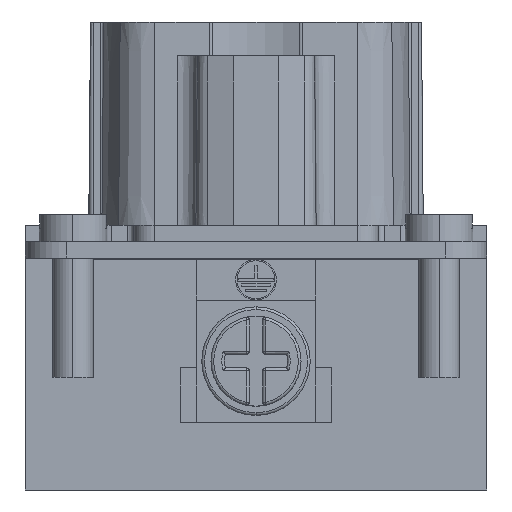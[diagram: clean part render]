
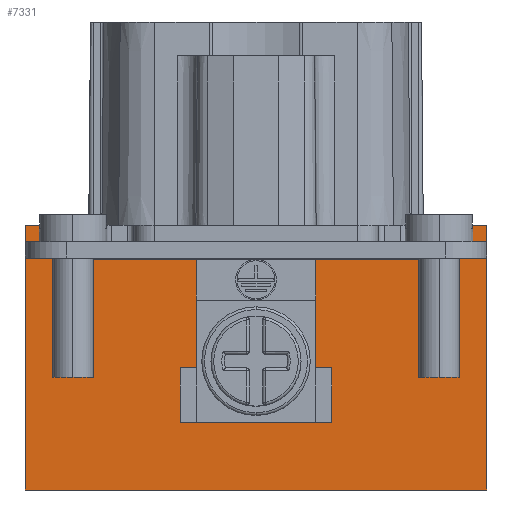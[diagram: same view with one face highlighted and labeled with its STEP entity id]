
A CAD part, left-side view. The second image highlights one B-rep face of the part: STEP entity #7331.
In plain terms, the highlighted planar face has unit normal (-1, 0, 0).
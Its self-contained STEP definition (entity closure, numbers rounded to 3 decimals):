
#225 = CARTESIAN_POINT ( 'NONE',  ( -31.6, -4.4, -25.5 ) ) ;
#366 = LINE ( 'NONE', #3004, #8960 ) ;
#651 = DIRECTION ( 'NONE',  ( 0., -1., 0. ) ) ;
#729 = CARTESIAN_POINT ( 'NONE',  ( -31.6, -4.4, -25.5 ) ) ;
#908 = VECTOR ( 'NONE', #8888, 1000. ) ;
#1121 = LINE ( 'NONE', #15958, #7461 ) ;
#1283 = ORIENTED_EDGE ( 'NONE', *, *, #4072, .T. ) ;
#1427 = VERTEX_POINT ( 'NONE', #11875 ) ;
#1472 = DIRECTION ( 'NONE',  ( 0., 0., 1. ) ) ;
#1660 = CARTESIAN_POINT ( 'NONE',  ( -31.6, -12.15, -17.5 ) ) ;
#1758 = DIRECTION ( 'NONE',  ( 0., 1., 0. ) ) ;
#1830 = EDGE_CURVE ( 'NONE', #7553, #14281, #1121, .T. ) ;
#2179 = ORIENTED_EDGE ( 'NONE', *, *, #10308, .T. ) ;
#2217 = CARTESIAN_POINT ( 'NONE',  ( -31.6, 5.6, -25.5 ) ) ;
#2502 = LINE ( 'NONE', #9678, #12910 ) ;
#2527 = CARTESIAN_POINT ( 'NONE',  ( -31.6, -4.4, -17.5 ) ) ;
#2652 = LINE ( 'NONE', #14017, #6394 ) ;
#2721 = VECTOR ( 'NONE', #10708, 1000. ) ;
#3004 = CARTESIAN_POINT ( 'NONE',  ( -31.6, -5.6, -25.5 ) ) ;
#3345 = VERTEX_POINT ( 'NONE', #5197 ) ;
#3475 = DIRECTION ( 'NONE',  ( 0., -1., 0. ) ) ;
#3627 = ORIENTED_EDGE ( 'NONE', *, *, #14334, .F. ) ;
#3689 = VERTEX_POINT ( 'NONE', #1660 ) ;
#3783 = ORIENTED_EDGE ( 'NONE', *, *, #8547, .F. ) ;
#3901 = ORIENTED_EDGE ( 'NONE', *, *, #11404, .T. ) ;
#3911 = VERTEX_POINT ( 'NONE', #225 ) ;
#4072 = EDGE_CURVE ( 'NONE', #16091, #3345, #10452, .T. ) ;
#4407 = VECTOR ( 'NONE', #14562, 1000. ) ;
#4459 = CARTESIAN_POINT ( 'NONE',  ( -31.6, -17., -15. ) ) ;
#4509 = LINE ( 'NONE', #11956, #8298 ) ;
#4598 = DIRECTION ( 'NONE',  ( 0., 1., 0. ) ) ;
#4726 = CARTESIAN_POINT ( 'NONE',  ( -31.6, -17., -34.5 ) ) ;
#4806 = CARTESIAN_POINT ( 'NONE',  ( -31.6, -17., -15. ) ) ;
#4959 = EDGE_CURVE ( 'NONE', #5632, #10194, #4509, .T. ) ;
#5186 = DIRECTION ( 'NONE',  ( 0., 1., 0. ) ) ;
#5197 = CARTESIAN_POINT ( 'NONE',  ( -31.6, 4.4, -17.5 ) ) ;
#5465 = EDGE_CURVE ( 'NONE', #5632, #13450, #6857, .T. ) ;
#5632 = VERTEX_POINT ( 'NONE', #4459 ) ;
#5657 = CARTESIAN_POINT ( 'NONE',  ( -31.6, -4.4, -29.5 ) ) ;
#5708 = VECTOR ( 'NONE', #5186, 1000. ) ;
#5800 = EDGE_CURVE ( 'NONE', #13450, #12552, #8365, .T. ) ;
#5999 = LINE ( 'NONE', #10995, #8172 ) ;
#6023 = FACE_OUTER_BOUND ( 'NONE', #10015, .T. ) ;
#6111 = LINE ( 'NONE', #7810, #14459 ) ;
#6394 = VECTOR ( 'NONE', #9092, 1000. ) ;
#6502 = EDGE_CURVE ( 'NONE', #1427, #14944, #9469, .T. ) ;
#6596 = CARTESIAN_POINT ( 'NONE',  ( -31.6, 4.4, -29.5 ) ) ;
#6798 = CARTESIAN_POINT ( 'NONE',  ( -31.6, -17., -17.5 ) ) ;
#6857 = LINE ( 'NONE', #11857, #4407 ) ;
#7137 = CARTESIAN_POINT ( 'NONE',  ( -31.6, -17., -34.5 ) ) ;
#7217 = VECTOR ( 'NONE', #1472, 1000. ) ;
#7331 = ADVANCED_FACE ( 'NONE', ( #6023 ), #16032, .T. ) ;
#7461 = VECTOR ( 'NONE', #14723, 1000. ) ;
#7553 = VERTEX_POINT ( 'NONE', #9129 ) ;
#7592 = CARTESIAN_POINT ( 'NONE',  ( -31.6, 12.15, -17.5 ) ) ;
#7607 = ORIENTED_EDGE ( 'NONE', *, *, #1830, .T. ) ;
#7810 = CARTESIAN_POINT ( 'NONE',  ( -31.6, 17., -15. ) ) ;
#7893 = CARTESIAN_POINT ( 'NONE',  ( -31.6, -5.6, -29.5 ) ) ;
#8172 = VECTOR ( 'NONE', #12613, 1000. ) ;
#8298 = VECTOR ( 'NONE', #4598, 1000. ) ;
#8329 = EDGE_CURVE ( 'NONE', #1427, #13114, #2652, .T. ) ;
#8365 = LINE ( 'NONE', #7137, #5708 ) ;
#8526 = VECTOR ( 'NONE', #651, 1000. ) ;
#8547 = EDGE_CURVE ( 'NONE', #3911, #13642, #8645, .T. ) ;
#8645 = LINE ( 'NONE', #12578, #908 ) ;
#8845 = ORIENTED_EDGE ( 'NONE', *, *, #10438, .F. ) ;
#8888 = DIRECTION ( 'NONE',  ( 0., 0., 1. ) ) ;
#8915 = ORIENTED_EDGE ( 'NONE', *, *, #10989, .F. ) ;
#8960 = VECTOR ( 'NONE', #10433, 1000. ) ;
#9055 = ORIENTED_EDGE ( 'NONE', *, *, #10370, .T. ) ;
#9092 = DIRECTION ( 'NONE',  ( 0., 1., 0. ) ) ;
#9129 = CARTESIAN_POINT ( 'NONE',  ( -31.6, 5.6, -29.5 ) ) ;
#9340 = LINE ( 'NONE', #5657, #12127 ) ;
#9452 = ORIENTED_EDGE ( 'NONE', *, *, #14176, .F. ) ;
#9469 = LINE ( 'NONE', #9556, #11228 ) ;
#9556 = CARTESIAN_POINT ( 'NONE',  ( -31.6, 12.15, -15. ) ) ;
#9678 = CARTESIAN_POINT ( 'NONE',  ( -31.6, -17., -17.5 ) ) ;
#9786 = DIRECTION ( 'NONE',  ( -1., 0., 0. ) ) ;
#10015 = EDGE_LOOP ( 'NONE', ( #3783, #12077, #9055, #3901, #7607, #8845, #1283, #8915, #10106, #11402, #2179, #13778, #10116, #15362, #3627, #9452 ) ) ;
#10106 = ORIENTED_EDGE ( 'NONE', *, *, #6502, .F. ) ;
#10116 = ORIENTED_EDGE ( 'NONE', *, *, #5465, .F. ) ;
#10194 = VERTEX_POINT ( 'NONE', #16212 ) ;
#10308 = EDGE_CURVE ( 'NONE', #13114, #12552, #6111, .T. ) ;
#10370 = EDGE_CURVE ( 'NONE', #12807, #14613, #366, .T. ) ;
#10371 = DIRECTION ( 'NONE',  ( 0., 0., 1. ) ) ;
#10433 = DIRECTION ( 'NONE',  ( 0., 0., -1. ) ) ;
#10438 = EDGE_CURVE ( 'NONE', #16091, #14281, #5999, .T. ) ;
#10452 = LINE ( 'NONE', #6596, #14348 ) ;
#10708 = DIRECTION ( 'NONE',  ( 0., -1., 0. ) ) ;
#10989 = EDGE_CURVE ( 'NONE', #14944, #3345, #2502, .T. ) ;
#10995 = CARTESIAN_POINT ( 'NONE',  ( -31.6, 4.4, -25.5 ) ) ;
#11208 = CARTESIAN_POINT ( 'NONE',  ( -31.6, 4.4, -25.5 ) ) ;
#11228 = VECTOR ( 'NONE', #14729, 1000. ) ;
#11287 = LINE ( 'NONE', #12596, #7217 ) ;
#11302 = CARTESIAN_POINT ( 'NONE',  ( -31.6, -5.6, -25.5 ) ) ;
#11402 = ORIENTED_EDGE ( 'NONE', *, *, #8329, .T. ) ;
#11404 = EDGE_CURVE ( 'NONE', #14613, #7553, #9340, .T. ) ;
#11857 = CARTESIAN_POINT ( 'NONE',  ( -31.6, -17., -15. ) ) ;
#11875 = CARTESIAN_POINT ( 'NONE',  ( -31.6, 12.15, -15. ) ) ;
#11923 = EDGE_CURVE ( 'NONE', #3911, #12807, #12021, .T. ) ;
#11956 = CARTESIAN_POINT ( 'NONE',  ( -31.6, -17., -15. ) ) ;
#12021 = LINE ( 'NONE', #729, #2721 ) ;
#12077 = ORIENTED_EDGE ( 'NONE', *, *, #11923, .T. ) ;
#12127 = VECTOR ( 'NONE', #1758, 1000. ) ;
#12552 = VERTEX_POINT ( 'NONE', #14360 ) ;
#12578 = CARTESIAN_POINT ( 'NONE',  ( -31.6, -4.4, -29.5 ) ) ;
#12596 = CARTESIAN_POINT ( 'NONE',  ( -31.6, -12.15, -15. ) ) ;
#12613 = DIRECTION ( 'NONE',  ( 0., 1., 0. ) ) ;
#12807 = VERTEX_POINT ( 'NONE', #11302 ) ;
#12811 = DIRECTION ( 'NONE',  ( 0., 0., -1. ) ) ;
#12910 = VECTOR ( 'NONE', #3475, 1000. ) ;
#13114 = VERTEX_POINT ( 'NONE', #14656 ) ;
#13450 = VERTEX_POINT ( 'NONE', #4726 ) ;
#13642 = VERTEX_POINT ( 'NONE', #2527 ) ;
#13778 = ORIENTED_EDGE ( 'NONE', *, *, #5800, .F. ) ;
#14017 = CARTESIAN_POINT ( 'NONE',  ( -31.6, -17., -15. ) ) ;
#14176 = EDGE_CURVE ( 'NONE', #13642, #3689, #14343, .T. ) ;
#14281 = VERTEX_POINT ( 'NONE', #2217 ) ;
#14334 = EDGE_CURVE ( 'NONE', #3689, #10194, #11287, .T. ) ;
#14343 = LINE ( 'NONE', #6798, #8526 ) ;
#14348 = VECTOR ( 'NONE', #10371, 1000. ) ;
#14360 = CARTESIAN_POINT ( 'NONE',  ( -31.6, 17., -34.5 ) ) ;
#14386 = AXIS2_PLACEMENT_3D ( 'NONE', #4806, #9786, #14802 ) ;
#14459 = VECTOR ( 'NONE', #12811, 1000. ) ;
#14562 = DIRECTION ( 'NONE',  ( 0., 0., -1. ) ) ;
#14613 = VERTEX_POINT ( 'NONE', #7893 ) ;
#14656 = CARTESIAN_POINT ( 'NONE',  ( -31.6, 17., -15. ) ) ;
#14723 = DIRECTION ( 'NONE',  ( 0., 0., 1. ) ) ;
#14729 = DIRECTION ( 'NONE',  ( 0., 0., -1. ) ) ;
#14802 = DIRECTION ( 'NONE',  ( 0., 0., 1. ) ) ;
#14944 = VERTEX_POINT ( 'NONE', #7592 ) ;
#15362 = ORIENTED_EDGE ( 'NONE', *, *, #4959, .T. ) ;
#15958 = CARTESIAN_POINT ( 'NONE',  ( -31.6, 5.6, -29.5 ) ) ;
#16032 = PLANE ( 'NONE',  #14386 ) ;
#16091 = VERTEX_POINT ( 'NONE', #11208 ) ;
#16212 = CARTESIAN_POINT ( 'NONE',  ( -31.6, -12.15, -15. ) ) ;
